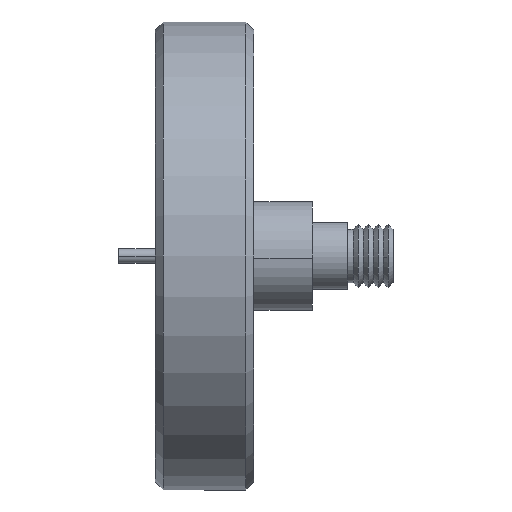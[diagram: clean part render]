
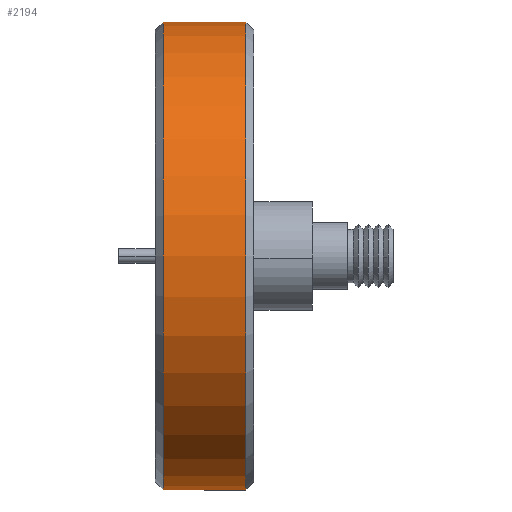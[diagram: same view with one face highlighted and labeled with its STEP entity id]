
A CAD part, left-side view. The second image highlights one B-rep face of the part: STEP entity #2194.
In plain terms, the highlighted cylindrical face has radius 16.891 mm (diameter 33.782 mm), a partial arc.
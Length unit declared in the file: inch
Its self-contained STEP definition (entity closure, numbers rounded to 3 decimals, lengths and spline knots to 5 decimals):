
#255 = EDGE_LOOP ( 'NONE', ( #2322, #2323, #2324, #2325 ) ) ;
#655 = CARTESIAN_POINT ( 'NONE',  ( 0., -0.07737, -0.665 ) ) ;
#888 = DIRECTION ( 'NONE',  ( 0., 1., 0. ) ) ;
#896 = FACE_OUTER_BOUND ( 'NONE', #255, .T. ) ;
#897 = CARTESIAN_POINT ( 'NONE',  ( 0., 0.4, 0. ) ) ;
#898 = CYLINDRICAL_SURFACE ( 'NONE', #2073, 0.665 ) ;
#899 = DIRECTION ( 'NONE',  ( 0., 0., 1. ) ) ;
#911 = CARTESIAN_POINT ( 'NONE',  ( 0., -0.07737, 0. ) ) ;
#912 = DIRECTION ( 'NONE',  ( 0., 1., 0. ) ) ;
#913 = DIRECTION ( 'NONE',  ( 0., 0., 1. ) ) ;
#965 = CARTESIAN_POINT ( 'NONE',  ( 0., 0.4, 0.665 ) ) ;
#980 = LINE ( 'NONE', #965, #1551 ) ;
#984 = DIRECTION ( 'NONE',  ( 0., 1., 0. ) ) ;
#1082 = VERTEX_POINT ( 'NONE', #2202 ) ;
#1196 = VERTEX_POINT ( 'NONE', #2196 ) ;
#1210 = VERTEX_POINT ( 'NONE', #2431 ) ;
#1217 = VERTEX_POINT ( 'NONE', #655 ) ;
#1551 = VECTOR ( 'NONE', #984, 39.37008 ) ;
#1567 = AXIS2_PLACEMENT_3D ( 'NONE', #911, #912, #913 ) ;
#1715 = DIRECTION ( 'NONE',  ( 0., 1., 0. ) ) ;
#1716 = CARTESIAN_POINT ( 'NONE',  ( 0., 0.4, -0.665 ) ) ;
#1720 = LINE ( 'NONE', #1716, #2898 ) ;
#1927 = EDGE_CURVE ( 'NONE', #1217, #1210, #1720, .T. ) ;
#2065 = CIRCLE ( 'NONE', #1567, 0.665 ) ;
#2073 = AXIS2_PLACEMENT_3D ( 'NONE', #897, #888, #899 ) ;
#2194 = ADVANCED_FACE ( 'NONE', ( #896 ), #898, .T. ) ;
#2196 = CARTESIAN_POINT ( 'NONE',  ( 0., 0.15737, 0.665 ) ) ;
#2202 = CARTESIAN_POINT ( 'NONE',  ( 0., -0.07737, 0.665 ) ) ;
#2322 = ORIENTED_EDGE ( 'NONE', *, *, #1927, .F. ) ;
#2323 = ORIENTED_EDGE ( 'NONE', *, *, #2465, .T. ) ;
#2324 = ORIENTED_EDGE ( 'NONE', *, *, #2488, .T. ) ;
#2325 = ORIENTED_EDGE ( 'NONE', *, *, #2530, .F. ) ;
#2431 = CARTESIAN_POINT ( 'NONE',  ( 0., 0.15737, -0.665 ) ) ;
#2465 = EDGE_CURVE ( 'NONE', #1217, #1082, #2065, .T. ) ;
#2488 = EDGE_CURVE ( 'NONE', #1082, #1196, #980, .T. ) ;
#2530 = EDGE_CURVE ( 'NONE', #1210, #1196, #2995, .T. ) ;
#2605 = CARTESIAN_POINT ( 'NONE',  ( 0., 0.15737, 0. ) ) ;
#2606 = DIRECTION ( 'NONE',  ( 0., 1., 0. ) ) ;
#2607 = DIRECTION ( 'NONE',  ( 0., 0., 1. ) ) ;
#2898 = VECTOR ( 'NONE', #1715, 39.37008 ) ;
#2992 = AXIS2_PLACEMENT_3D ( 'NONE', #2605, #2606, #2607 ) ;
#2995 = CIRCLE ( 'NONE', #2992, 0.665 ) ;
